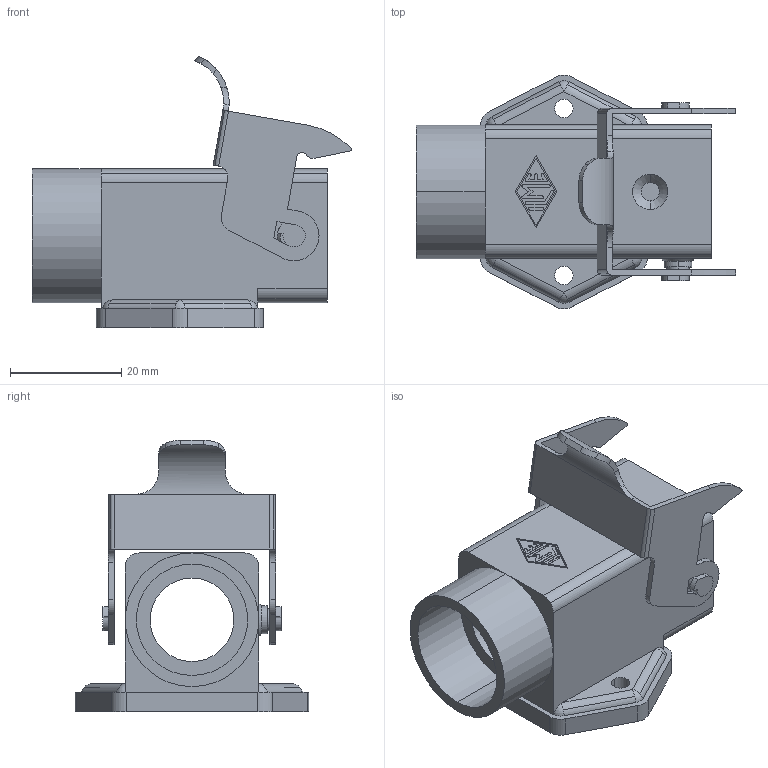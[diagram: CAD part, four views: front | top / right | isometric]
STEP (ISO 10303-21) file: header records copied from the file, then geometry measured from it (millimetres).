
FILE_DESCRIPTION((''),'2;1');
FILE_NAME('MKA IAP20.stp','2006-12-07T10:35:15',('gembarski'),(''),'Autodesk Inventor 7','Autodesk Inventor 7','');
FILE_SCHEMA(('AUTOMOTIVE_DESIGN { 1 0 10303 214 1 1 1 1 }'));
Length unit declared in the file: millimetre
Products named in the file (1): MKA IAP20
Bounding box: 57.34 x 42 x 48.73 mm (x, y, z)
Volume: 10766 mm3; surface area: 13296 mm2
Topology: 1 solids, 3 shells, 263 faces, 698 edges, 449 vertices
Faces by surface type: plane 111, cylinder 110, bspline 29, sphere 8, cone 5
Entity records: 8692 total; most frequent: CARTESIAN_POINT 2031, DIRECTION 1399, ORIENTED_EDGE 1392, EDGE_CURVE 696, AXIS2_PLACEMENT_3D 490, VERTEX_POINT 449, VECTOR 419, LINE 419
